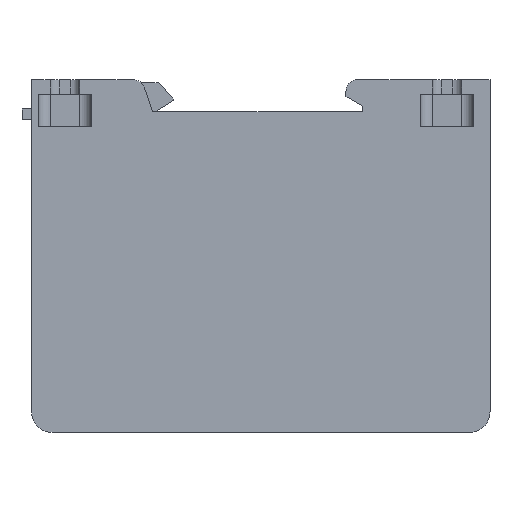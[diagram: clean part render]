
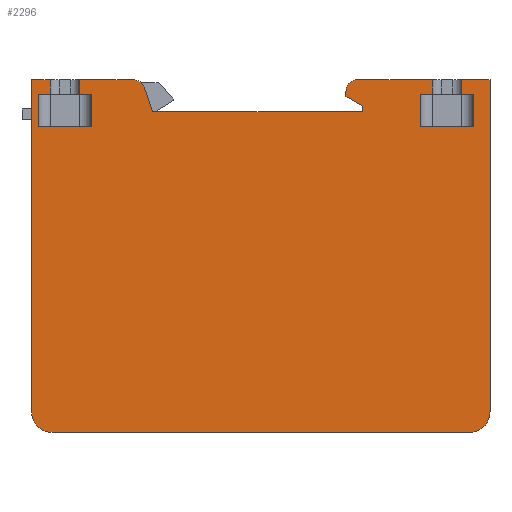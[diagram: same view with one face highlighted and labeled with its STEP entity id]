
A CAD part, front view. The second image highlights one B-rep face of the part: STEP entity #2296.
In plain terms, the highlighted planar face has unit normal (0, -1, 0).
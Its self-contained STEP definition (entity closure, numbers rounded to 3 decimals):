
#17=CARTESIAN_POINT('',(-20.895,0.,28.));
#18=DIRECTION('',(0.,1.,0.));
#19=DIRECTION('',(0.,0.,1.));
#20=AXIS2_PLACEMENT_3D('',#17,#18,#19);
#22=DIRECTION('',(0.321,0.,-0.947));
#23=VECTOR('',#22,4.375);
#24=CARTESIAN_POINT('',(-19.001,0.,28.643));
#25=LINE('',#24,#23);
#26=DIRECTION('',(-0.866,0.,0.5));
#27=VECTOR('',#26,3.233);
#28=CARTESIAN_POINT('',(18.105,0.,25.5));
#29=LINE('',#28,#27);
#30=CARTESIAN_POINT('',(17.305,0.,28.));
#31=DIRECTION('',(0.,1.,0.));
#32=DIRECTION('',(-1.,0.,0.));
#33=AXIS2_PLACEMENT_3D('',#30,#31,#32);
#35=DIRECTION('',(0.,0.,-1.));
#36=VECTOR('',#35,2.5);
#37=CARTESIAN_POINT('',(30.,0.,30.));
#38=LINE('',#37,#36);
#39=DIRECTION('',(0.,0.,-1.));
#40=VECTOR('',#39,5.5);
#41=CARTESIAN_POINT('',(28.,0.,27.5));
#42=LINE('',#41,#40);
#43=DIRECTION('',(1.,0.,0.));
#44=VECTOR('',#43,9.);
#45=CARTESIAN_POINT('',(28.,0.,22.));
#46=LINE('',#45,#44);
#47=CARTESIAN_POINT('',(36.305,0.,-26.5));
#48=DIRECTION('',(0.,1.,0.));
#49=DIRECTION('',(1.,0.,0.));
#50=AXIS2_PLACEMENT_3D('',#47,#48,#49);
#52=CARTESIAN_POINT('',(-34.695,0.,-26.5));
#53=DIRECTION('',(0.,1.,0.));
#54=DIRECTION('',(0.,0.,-1.));
#55=AXIS2_PLACEMENT_3D('',#52,#53,#54);
#57=DIRECTION('',(0.,0.,1.));
#58=VECTOR('',#57,56.5);
#59=CARTESIAN_POINT('',(-38.195,0.,-26.5));
#60=LINE('',#59,#58);
#61=DIRECTION('',(0.,0.,-1.));
#62=VECTOR('',#61,2.5);
#63=CARTESIAN_POINT('',(-35.,0.,30.));
#64=LINE('',#63,#62);
#65=DIRECTION('',(-1.,0.,0.));
#66=VECTOR('',#65,2.);
#67=CARTESIAN_POINT('',(-35.,0.,27.5));
#68=LINE('',#67,#66);
#69=DIRECTION('',(0.,0.,-1.));
#70=VECTOR('',#69,5.5);
#71=CARTESIAN_POINT('',(-37.,0.,27.5));
#72=LINE('',#71,#70);
#73=DIRECTION('',(-1.,0.,0.));
#74=VECTOR('',#73,2.);
#75=CARTESIAN_POINT('',(-28.,0.,27.5));
#76=LINE('',#75,#74);
#201=DIRECTION('',(-1.,0.,0.));
#202=VECTOR('',#201,35.7);
#203=CARTESIAN_POINT('',(18.105,0.,24.5));
#204=LINE('',#203,#202);
#281=DIRECTION('',(0.,0.,-1.));
#282=VECTOR('',#281,1.);
#283=CARTESIAN_POINT('',(18.105,0.,25.5));
#284=LINE('',#283,#282);
#293=DIRECTION('',(0.,0.,-1.));
#294=VECTOR('',#293,0.883);
#295=CARTESIAN_POINT('',(15.305,0.,28.));
#296=LINE('',#295,#294);
#327=DIRECTION('',(-1.,0.,0.));
#328=VECTOR('',#327,4.805);
#329=CARTESIAN_POINT('',(39.805,0.,30.));
#330=LINE('',#329,#328);
#349=DIRECTION('',(-1.,0.,0.));
#350=VECTOR('',#349,12.695);
#351=CARTESIAN_POINT('',(30.,0.,30.));
#352=LINE('',#351,#350);
#511=DIRECTION('',(1.,0.,0.));
#512=VECTOR('',#511,2.);
#513=CARTESIAN_POINT('',(28.,0.,27.5));
#514=LINE('',#513,#512);
#525=DIRECTION('',(1.,0.,0.));
#526=VECTOR('',#525,2.);
#527=CARTESIAN_POINT('',(35.,0.,27.5));
#528=LINE('',#527,#526);
#549=DIRECTION('',(0.,0.,-1.));
#550=VECTOR('',#549,5.5);
#551=CARTESIAN_POINT('',(37.,0.,27.5));
#552=LINE('',#551,#550);
#789=DIRECTION('',(0.,0.,1.));
#790=VECTOR('',#789,56.5);
#791=CARTESIAN_POINT('',(39.805,0.,-26.5));
#792=LINE('',#791,#790);
#805=DIRECTION('',(1.,0.,0.));
#806=VECTOR('',#805,71.);
#807=CARTESIAN_POINT('',(-34.695,0.,-30.));
#808=LINE('',#807,#806);
#842=DIRECTION('',(-1.,0.,0.));
#843=VECTOR('',#842,9.105);
#844=CARTESIAN_POINT('',(-20.895,0.,30.));
#845=LINE('',#844,#843);
#864=DIRECTION('',(-1.,0.,0.));
#865=VECTOR('',#864,3.195);
#866=CARTESIAN_POINT('',(-35.,0.,30.));
#867=LINE('',#866,#865);
#1065=DIRECTION('',(-1.,0.,0.));
#1066=VECTOR('',#1065,9.);
#1067=CARTESIAN_POINT('',(-28.,0.,22.));
#1068=LINE('',#1067,#1066);
#1081=DIRECTION('',(0.,0.,-1.));
#1082=VECTOR('',#1081,5.5);
#1083=CARTESIAN_POINT('',(-28.,0.,27.5));
#1084=LINE('',#1083,#1082);
#1117=DIRECTION('',(0.,0.,-1.));
#1118=VECTOR('',#1117,2.5);
#1119=CARTESIAN_POINT('',(-30.,0.,30.));
#1120=LINE('',#1119,#1118);
#1705=DIRECTION('',(0.,0.,-1.));
#1706=VECTOR('',#1705,2.5);
#1707=CARTESIAN_POINT('',(35.,0.,30.));
#1708=LINE('',#1707,#1706);
#1713=CARTESIAN_POINT('',(-20.895,0.,30.));
#1714=CARTESIAN_POINT('',(-19.001,0.,28.643));
#1715=VERTEX_POINT('',#1713);
#1716=VERTEX_POINT('',#1714);
#1717=CARTESIAN_POINT('',(-17.595,0.,24.5));
#1718=VERTEX_POINT('',#1717);
#1719=CARTESIAN_POINT('',(18.105,0.,24.5));
#1720=VERTEX_POINT('',#1719);
#1721=CARTESIAN_POINT('',(18.105,0.,25.5));
#1722=VERTEX_POINT('',#1721);
#1723=CARTESIAN_POINT('',(15.305,0.,27.117));
#1724=VERTEX_POINT('',#1723);
#1725=CARTESIAN_POINT('',(15.305,0.,28.));
#1726=VERTEX_POINT('',#1725);
#1727=CARTESIAN_POINT('',(17.305,0.,30.));
#1728=VERTEX_POINT('',#1727);
#1729=CARTESIAN_POINT('',(30.,0.,30.));
#1730=VERTEX_POINT('',#1729);
#1731=CARTESIAN_POINT('',(30.,0.,27.5));
#1732=VERTEX_POINT('',#1731);
#1733=CARTESIAN_POINT('',(28.,0.,27.5));
#1734=VERTEX_POINT('',#1733);
#1735=CARTESIAN_POINT('',(28.,0.,22.));
#1736=VERTEX_POINT('',#1735);
#1737=CARTESIAN_POINT('',(37.,0.,22.));
#1738=VERTEX_POINT('',#1737);
#1739=CARTESIAN_POINT('',(37.,0.,27.5));
#1740=VERTEX_POINT('',#1739);
#1741=CARTESIAN_POINT('',(35.,0.,27.5));
#1742=VERTEX_POINT('',#1741);
#1743=CARTESIAN_POINT('',(35.,0.,30.));
#1744=VERTEX_POINT('',#1743);
#1745=CARTESIAN_POINT('',(39.805,0.,30.));
#1746=VERTEX_POINT('',#1745);
#1747=CARTESIAN_POINT('',(39.805,0.,-26.5));
#1748=VERTEX_POINT('',#1747);
#1749=CARTESIAN_POINT('',(36.305,0.,-30.));
#1750=VERTEX_POINT('',#1749);
#1751=CARTESIAN_POINT('',(-34.695,0.,-30.));
#1752=VERTEX_POINT('',#1751);
#1753=CARTESIAN_POINT('',(-38.195,0.,-26.5));
#1754=VERTEX_POINT('',#1753);
#1755=CARTESIAN_POINT('',(-38.195,0.,30.));
#1756=VERTEX_POINT('',#1755);
#1757=CARTESIAN_POINT('',(-35.,0.,30.));
#1758=VERTEX_POINT('',#1757);
#1759=CARTESIAN_POINT('',(-35.,0.,27.5));
#1760=VERTEX_POINT('',#1759);
#1761=CARTESIAN_POINT('',(-37.,0.,27.5));
#1762=VERTEX_POINT('',#1761);
#1763=CARTESIAN_POINT('',(-37.,0.,22.));
#1764=VERTEX_POINT('',#1763);
#1765=CARTESIAN_POINT('',(-28.,0.,22.));
#1766=VERTEX_POINT('',#1765);
#1767=CARTESIAN_POINT('',(-28.,0.,27.5));
#1768=VERTEX_POINT('',#1767);
#1769=CARTESIAN_POINT('',(-30.,0.,27.5));
#1770=VERTEX_POINT('',#1769);
#1771=CARTESIAN_POINT('',(-30.,0.,30.));
#1772=VERTEX_POINT('',#1771);
#2229=CARTESIAN_POINT('',(0.,0.,0.));
#2230=DIRECTION('',(0.,1.,0.));
#2231=DIRECTION('',(1.,0.,0.));
#2232=AXIS2_PLACEMENT_3D('',#2229,#2230,#2231);
#2233=PLANE('',#2232);
#2235=ORIENTED_EDGE('',*,*,#2234,.T.);
#2237=ORIENTED_EDGE('',*,*,#2236,.T.);
#2239=ORIENTED_EDGE('',*,*,#2238,.F.);
#2241=ORIENTED_EDGE('',*,*,#2240,.F.);
#2243=ORIENTED_EDGE('',*,*,#2242,.T.);
#2245=ORIENTED_EDGE('',*,*,#2244,.F.);
#2247=ORIENTED_EDGE('',*,*,#2246,.T.);
#2249=ORIENTED_EDGE('',*,*,#2248,.F.);
#2251=ORIENTED_EDGE('',*,*,#2250,.T.);
#2253=ORIENTED_EDGE('',*,*,#2252,.F.);
#2255=ORIENTED_EDGE('',*,*,#2254,.T.);
#2257=ORIENTED_EDGE('',*,*,#2256,.T.);
#2259=ORIENTED_EDGE('',*,*,#2258,.F.);
#2261=ORIENTED_EDGE('',*,*,#2260,.F.);
#2263=ORIENTED_EDGE('',*,*,#2262,.F.);
#2265=ORIENTED_EDGE('',*,*,#2264,.F.);
#2267=ORIENTED_EDGE('',*,*,#2266,.F.);
#2269=ORIENTED_EDGE('',*,*,#2268,.T.);
#2271=ORIENTED_EDGE('',*,*,#2270,.F.);
#2273=ORIENTED_EDGE('',*,*,#2272,.T.);
#2275=ORIENTED_EDGE('',*,*,#2274,.T.);
#2277=ORIENTED_EDGE('',*,*,#2276,.F.);
#2279=ORIENTED_EDGE('',*,*,#2278,.T.);
#2281=ORIENTED_EDGE('',*,*,#2280,.T.);
#2283=ORIENTED_EDGE('',*,*,#2282,.T.);
#2285=ORIENTED_EDGE('',*,*,#2284,.F.);
#2287=ORIENTED_EDGE('',*,*,#2286,.F.);
#2289=ORIENTED_EDGE('',*,*,#2288,.T.);
#2291=ORIENTED_EDGE('',*,*,#2290,.F.);
#2293=ORIENTED_EDGE('',*,*,#2292,.F.);
#2294=EDGE_LOOP('',(#2235,#2237,#2239,#2241,#2243,#2245,#2247,#2249,#2251,#2253,
#2255,#2257,#2259,#2261,#2263,#2265,#2267,#2269,#2271,#2273,#2275,#2277,#2279,
#2281,#2283,#2285,#2287,#2289,#2291,#2293));
#2295=FACE_OUTER_BOUND('',#2294,.F.);
#2296=ADVANCED_FACE('',(#2295),#2233,.F.);
#21=CIRCLE('',#20,2.);
#34=CIRCLE('',#33,2.);
#51=CIRCLE('',#50,3.5);
#56=CIRCLE('',#55,3.5);
#2234=EDGE_CURVE('',#1715,#1716,#21,.T.);
#2236=EDGE_CURVE('',#1716,#1718,#25,.T.);
#2238=EDGE_CURVE('',#1720,#1718,#204,.T.);
#2240=EDGE_CURVE('',#1722,#1720,#284,.T.);
#2242=EDGE_CURVE('',#1722,#1724,#29,.T.);
#2244=EDGE_CURVE('',#1726,#1724,#296,.T.);
#2246=EDGE_CURVE('',#1726,#1728,#34,.T.);
#2248=EDGE_CURVE('',#1730,#1728,#352,.T.);
#2250=EDGE_CURVE('',#1730,#1732,#38,.T.);
#2252=EDGE_CURVE('',#1734,#1732,#514,.T.);
#2254=EDGE_CURVE('',#1734,#1736,#42,.T.);
#2256=EDGE_CURVE('',#1736,#1738,#46,.T.);
#2258=EDGE_CURVE('',#1740,#1738,#552,.T.);
#2260=EDGE_CURVE('',#1742,#1740,#528,.T.);
#2262=EDGE_CURVE('',#1744,#1742,#1708,.T.);
#2264=EDGE_CURVE('',#1746,#1744,#330,.T.);
#2266=EDGE_CURVE('',#1748,#1746,#792,.T.);
#2268=EDGE_CURVE('',#1748,#1750,#51,.T.);
#2270=EDGE_CURVE('',#1752,#1750,#808,.T.);
#2272=EDGE_CURVE('',#1752,#1754,#56,.T.);
#2274=EDGE_CURVE('',#1754,#1756,#60,.T.);
#2276=EDGE_CURVE('',#1758,#1756,#867,.T.);
#2278=EDGE_CURVE('',#1758,#1760,#64,.T.);
#2280=EDGE_CURVE('',#1760,#1762,#68,.T.);
#2282=EDGE_CURVE('',#1762,#1764,#72,.T.);
#2284=EDGE_CURVE('',#1766,#1764,#1068,.T.);
#2286=EDGE_CURVE('',#1768,#1766,#1084,.T.);
#2288=EDGE_CURVE('',#1768,#1770,#76,.T.);
#2290=EDGE_CURVE('',#1772,#1770,#1120,.T.);
#2292=EDGE_CURVE('',#1715,#1772,#845,.T.);
